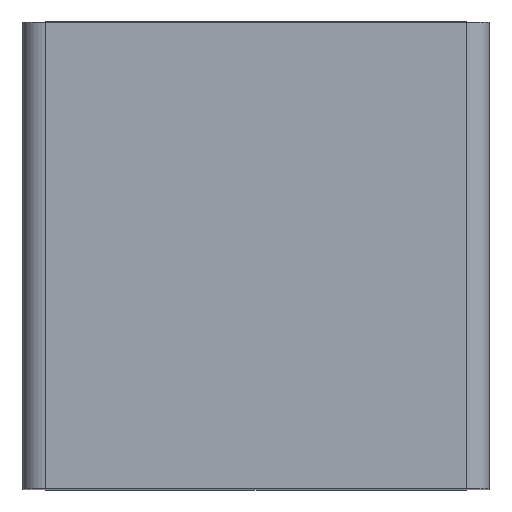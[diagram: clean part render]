
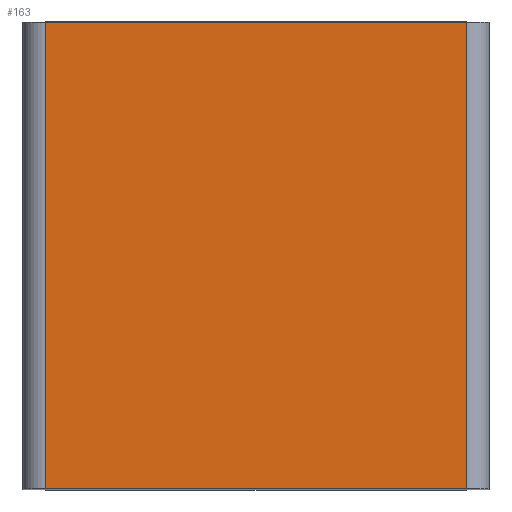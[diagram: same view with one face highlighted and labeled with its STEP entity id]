
A CAD part, top view. The second image highlights one B-rep face of the part: STEP entity #163.
In plain terms, the highlighted planar face has unit normal (0, 0, 1).
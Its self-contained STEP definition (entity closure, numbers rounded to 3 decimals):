
#163 = ADVANCED_FACE( '', ( #315 ), #316, .T. );
#315 = FACE_OUTER_BOUND( '', #471, .T. );
#316 = PLANE( '', #472 );
#471 = EDGE_LOOP( '', ( #732, #733, #734, #735 ) );
#472 = AXIS2_PLACEMENT_3D( '', #736, #737, #738 );
#732 = ORIENTED_EDGE( '', *, *, #1069, .F. );
#733 = ORIENTED_EDGE( '', *, *, #1091, .F. );
#734 = ORIENTED_EDGE( '', *, *, #1002, .T. );
#735 = ORIENTED_EDGE( '', *, *, #1092, .T. );
#736 = CARTESIAN_POINT( '', ( -4.5, -5., 15. ) );
#737 = DIRECTION( '', ( 0., 0., 1. ) );
#738 = DIRECTION( '', ( 1., 0., 0. ) );
#1002 = EDGE_CURVE( '', #1182, #1180, #1183, .T. );
#1069 = EDGE_CURVE( '', #1294, #1296, #1297, .T. );
#1091 = EDGE_CURVE( '', #1182, #1294, #1327, .T. );
#1092 = EDGE_CURVE( '', #1180, #1296, #1328, .T. );
#1180 = VERTEX_POINT( '', #1432 );
#1182 = VERTEX_POINT( '', #1434 );
#1183 = LINE( '', #1435, #1436 );
#1294 = VERTEX_POINT( '', #1583 );
#1296 = VERTEX_POINT( '', #1585 );
#1297 = LINE( '', #1586, #1587 );
#1327 = LINE( '', #1629, #1630 );
#1328 = LINE( '', #1631, #1632 );
#1432 = CARTESIAN_POINT( '', ( 4.5, -5., 15. ) );
#1434 = CARTESIAN_POINT( '', ( -4.5, -5., 15. ) );
#1435 = CARTESIAN_POINT( '', ( -4.5, -5., 15. ) );
#1436 = VECTOR( '', #1753, 1000. );
#1583 = CARTESIAN_POINT( '', ( -4.5, 5., 15. ) );
#1585 = CARTESIAN_POINT( '', ( 4.5, 5., 15. ) );
#1586 = CARTESIAN_POINT( '', ( -4.5, 5., 15. ) );
#1587 = VECTOR( '', #1850, 1000. );
#1629 = CARTESIAN_POINT( '', ( -4.5, -5., 15. ) );
#1630 = VECTOR( '', #1872, 1000. );
#1631 = CARTESIAN_POINT( '', ( 4.5, -5., 15. ) );
#1632 = VECTOR( '', #1873, 1000. );
#1753 = DIRECTION( '', ( 1., 0., 0. ) );
#1850 = DIRECTION( '', ( 1., 0., 0. ) );
#1872 = DIRECTION( '', ( 0., 1., 0. ) );
#1873 = DIRECTION( '', ( 0., 1., 0. ) );
